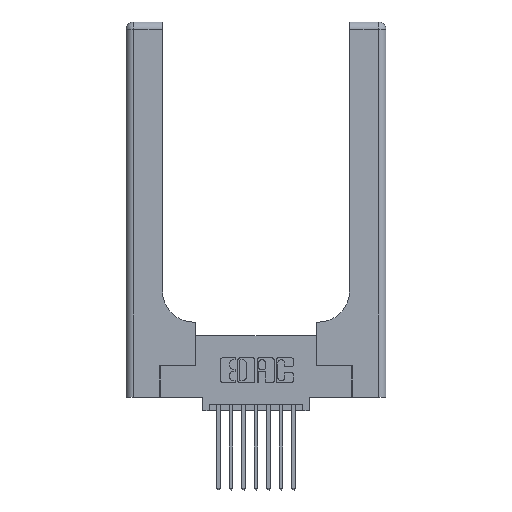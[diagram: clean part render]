
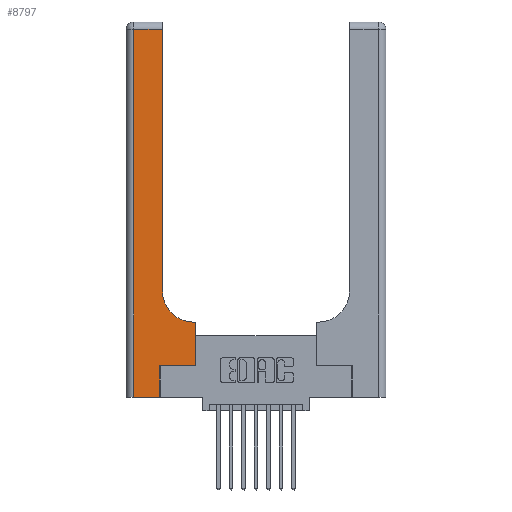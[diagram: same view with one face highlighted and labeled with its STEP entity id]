
A CAD part, top view. The second image highlights one B-rep face of the part: STEP entity #8797.
In plain terms, the highlighted planar face has unit normal (0, 0, 1).
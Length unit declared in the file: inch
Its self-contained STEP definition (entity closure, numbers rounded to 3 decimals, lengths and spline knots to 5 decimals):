
#135 = AXIS2_PLACEMENT_3D ( 'NONE', #1685, #11381, #4214 ) ;
#232 = DIRECTION ( 'NONE',  ( 0., 1., 0. ) ) ;
#459 = PLANE ( 'NONE',  #135 ) ;
#539 = VERTEX_POINT ( 'NONE', #7047 ) ;
#602 = ORIENTED_EDGE ( 'NONE', *, *, #9566, .T. ) ;
#920 = CARTESIAN_POINT ( 'NONE',  ( 0.5585, 0.25, 0.37 ) ) ;
#957 = CARTESIAN_POINT ( 'NONE',  ( 0.2915, 2.94, 0.37 ) ) ;
#985 = CARTESIAN_POINT ( 'NONE',  ( 0.06, 2.94, 0.37 ) ) ;
#1685 = CARTESIAN_POINT ( 'NONE',  ( 0., 3., 0.37 ) ) ;
#1892 = VERTEX_POINT ( 'NONE', #11896 ) ;
#1929 = EDGE_CURVE ( 'NONE', #12165, #5260, #4945, .T. ) ;
#2027 = LINE ( 'NONE', #11240, #14040 ) ;
#2144 = FACE_OUTER_BOUND ( 'NONE', #5194, .T. ) ;
#2146 = ORIENTED_EDGE ( 'NONE', *, *, #13392, .T. ) ;
#2177 = EDGE_CURVE ( 'NONE', #5260, #10774, #14161, .T. ) ;
#2317 = VECTOR ( 'NONE', #9565, 39.37008 ) ;
#2493 = VECTOR ( 'NONE', #8256, 39.37008 ) ;
#2932 = EDGE_CURVE ( 'NONE', #10774, #3454, #11586, .T. ) ;
#2946 = ORIENTED_EDGE ( 'NONE', *, *, #1929, .T. ) ;
#2997 = AXIS2_PLACEMENT_3D ( 'NONE', #9825, #9779, #9774 ) ;
#3203 = VERTEX_POINT ( 'NONE', #985 ) ;
#3345 = CARTESIAN_POINT ( 'NONE',  ( 0.2915, 3., 0.37 ) ) ;
#3398 = DIRECTION ( 'NONE',  ( 0., 1., 0. ) ) ;
#3454 = VERTEX_POINT ( 'NONE', #957 ) ;
#3465 = EDGE_CURVE ( 'NONE', #4182, #12165, #8104, .T. ) ;
#3532 = ORIENTED_EDGE ( 'NONE', *, *, #2932, .T. ) ;
#3842 = LINE ( 'NONE', #13574, #9536 ) ;
#4007 = DIRECTION ( 'NONE',  ( 1., 0., 0. ) ) ;
#4066 = DIRECTION ( 'NONE',  ( 0., 1., 0. ) ) ;
#4182 = VERTEX_POINT ( 'NONE', #11124 ) ;
#4214 = DIRECTION ( 'NONE',  ( -1., 0., 0. ) ) ;
#4869 = EDGE_CURVE ( 'NONE', #1892, #539, #3842, .T. ) ;
#4945 = LINE ( 'NONE', #11836, #10906 ) ;
#5131 = ORIENTED_EDGE ( 'NONE', *, *, #4869, .T. ) ;
#5194 = EDGE_LOOP ( 'NONE', ( #3532, #602, #13401, #14160, #5131, #2146, #15240, #2946, #12493 ) ) ;
#5260 = VERTEX_POINT ( 'NONE', #13251 ) ;
#5306 = VECTOR ( 'NONE', #3398, 39.37008 ) ;
#7047 = CARTESIAN_POINT ( 'NONE',  ( 0.269, 0.25, 0.37 ) ) ;
#7195 = EDGE_CURVE ( 'NONE', #3203, #10414, #13272, .T. ) ;
#7289 = CARTESIAN_POINT ( 'NONE',  ( 0.5585, 0.6, 0.37 ) ) ;
#8104 = LINE ( 'NONE', #920, #9221 ) ;
#8256 = DIRECTION ( 'NONE',  ( 1., 0., 0. ) ) ;
#8376 = CARTESIAN_POINT ( 'NONE',  ( 0., 2.94, 0.37 ) ) ;
#8797 = ADVANCED_FACE ( 'NONE', ( #2144 ), #459, .F. ) ;
#9146 = DIRECTION ( 'NONE',  ( 0., -1., 0. ) ) ;
#9221 = VECTOR ( 'NONE', #232, 39.37008 ) ;
#9536 = VECTOR ( 'NONE', #4066, 39.37008 ) ;
#9565 = DIRECTION ( 'NONE',  ( -1., 0., 0. ) ) ;
#9566 = EDGE_CURVE ( 'NONE', #3454, #3203, #9599, .T. ) ;
#9599 = LINE ( 'NONE', #8376, #2317 ) ;
#9774 = DIRECTION ( 'NONE',  ( 1., 0., 0. ) ) ;
#9779 = DIRECTION ( 'NONE',  ( 0., 0., -1. ) ) ;
#9825 = CARTESIAN_POINT ( 'NONE',  ( 0.5415, 0.85, 0.37 ) ) ;
#10209 = EDGE_CURVE ( 'NONE', #10414, #1892, #15198, .T. ) ;
#10217 = VECTOR ( 'NONE', #9146, 39.37008 ) ;
#10285 = CARTESIAN_POINT ( 'NONE',  ( 0.06, 3., 0.37 ) ) ;
#10414 = VERTEX_POINT ( 'NONE', #14475 ) ;
#10578 = CARTESIAN_POINT ( 'NONE',  ( 0., 0., 0.37 ) ) ;
#10767 = CARTESIAN_POINT ( 'NONE',  ( 0.2915, 0.85, 0.37 ) ) ;
#10774 = VERTEX_POINT ( 'NONE', #10767 ) ;
#10906 = VECTOR ( 'NONE', #11694, 39.37008 ) ;
#11124 = CARTESIAN_POINT ( 'NONE',  ( 0.5585, 0.25, 0.37 ) ) ;
#11240 = CARTESIAN_POINT ( 'NONE',  ( 0.269, 0.25, 0.37 ) ) ;
#11381 = DIRECTION ( 'NONE',  ( 0., 0., -1. ) ) ;
#11586 = LINE ( 'NONE', #3345, #5306 ) ;
#11694 = DIRECTION ( 'NONE',  ( -1., 0., 0. ) ) ;
#11836 = CARTESIAN_POINT ( 'NONE',  ( 0.2915, 0.6, 0.37 ) ) ;
#11896 = CARTESIAN_POINT ( 'NONE',  ( 0.269, 0., 0.37 ) ) ;
#12165 = VERTEX_POINT ( 'NONE', #7289 ) ;
#12493 = ORIENTED_EDGE ( 'NONE', *, *, #2177, .T. ) ;
#13251 = CARTESIAN_POINT ( 'NONE',  ( 0.5415, 0.6, 0.37 ) ) ;
#13272 = LINE ( 'NONE', #10285, #10217 ) ;
#13392 = EDGE_CURVE ( 'NONE', #539, #4182, #2027, .T. ) ;
#13401 = ORIENTED_EDGE ( 'NONE', *, *, #7195, .T. ) ;
#13574 = CARTESIAN_POINT ( 'NONE',  ( 0.269, 0., 0.37 ) ) ;
#14040 = VECTOR ( 'NONE', #4007, 39.37008 ) ;
#14160 = ORIENTED_EDGE ( 'NONE', *, *, #10209, .T. ) ;
#14161 = CIRCLE ( 'NONE', #2997, 0.25 ) ;
#14475 = CARTESIAN_POINT ( 'NONE',  ( 0.06, 0., 0.37 ) ) ;
#15198 = LINE ( 'NONE', #10578, #2493 ) ;
#15240 = ORIENTED_EDGE ( 'NONE', *, *, #3465, .T. ) ;
